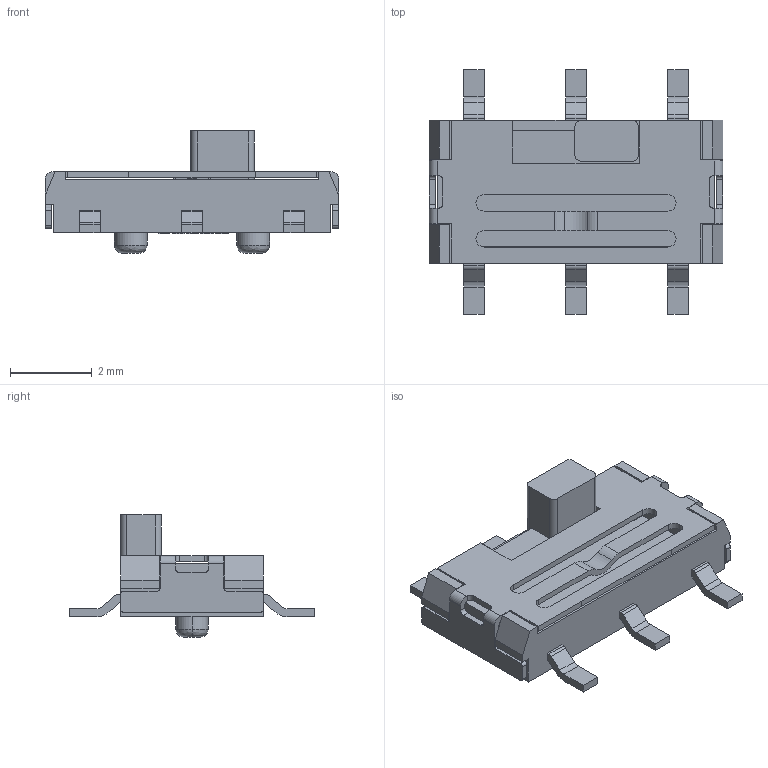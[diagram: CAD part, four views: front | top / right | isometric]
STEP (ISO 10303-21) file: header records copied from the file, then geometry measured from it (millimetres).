
FILE_DESCRIPTION((''),'2;1');
FILE_NAME('23','2021-09-04T20:34:44',('Administrator'),(''),'CREO PARAMETRIC BY PTC INC, 2016510','CREO PARAMETRIC BY PTC INC, 2016510','');
FILE_SCHEMA(('CONFIG_CONTROL_DESIGN','GEOMETRIC_VALIDATION_PROPERTIES_MIM'));
Length unit declared in the file: millimetre
Products named in the file (1): 23
Bounding box: 7.2 x 6 x 3 mm (x, y, z)
Volume: 33.7 mm3; surface area: 155.9 mm2
Topology: 2 solids, 2 shells, 342 faces, 962 edges, 640 vertices
Faces by surface type: plane 274, cylinder 64, bspline 4
Entity records: 13551 total; most frequent: CARTESIAN_POINT 2068, ORIENTED_EDGE 1924, DIRECTION 1770, EDGE_CURVE 962, VECTOR 822, LINE 822, VERTEX_POINT 640, AXIS2_PLACEMENT_3D 474
